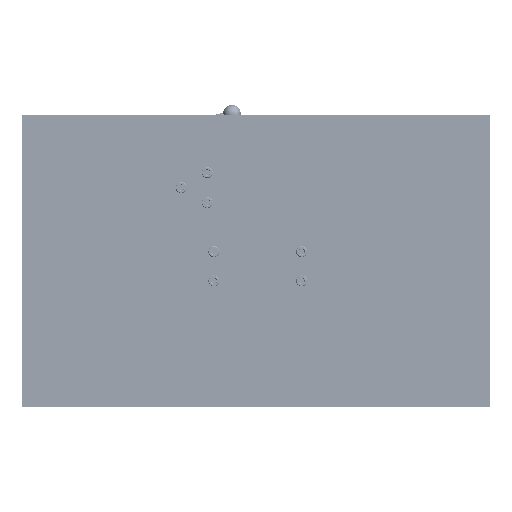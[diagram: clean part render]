
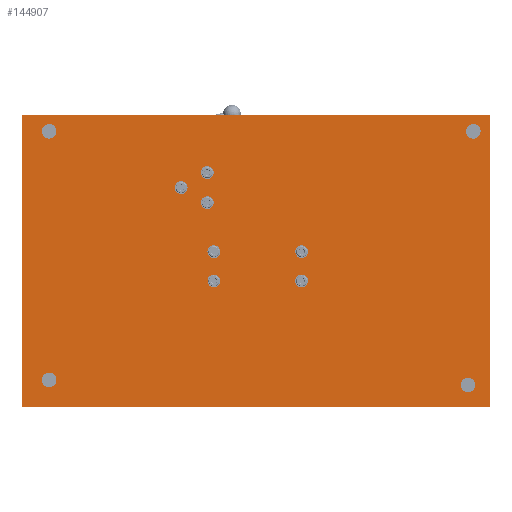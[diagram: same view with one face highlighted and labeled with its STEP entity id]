
A CAD part, front view. The second image highlights one B-rep face of the part: STEP entity #144907.
In plain terms, the highlighted planar face has unit normal (0, -1, 0).
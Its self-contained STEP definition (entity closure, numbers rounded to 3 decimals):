
#6065 = VERTEX_POINT ( 'NONE', #153091 ) ;
#6180 = VERTEX_POINT ( 'NONE', #153054 ) ;
#13360 = VERTEX_POINT ( 'NONE', #152836 ) ;
#13368 = VERTEX_POINT ( 'NONE', #152410 ) ;
#13662 = EDGE_LOOP ( 'NONE', ( #104489 ) ) ;
#13689 = EDGE_LOOP ( 'NONE', ( #104162 ) ) ;
#13705 = EDGE_LOOP ( 'NONE', ( #104341, #104409, #104157, #104346 ) ) ;
#13743 = EDGE_LOOP ( 'NONE', ( #104432 ) ) ;
#13821 = EDGE_LOOP ( 'NONE', ( #104229 ) ) ;
#13861 = EDGE_LOOP ( 'NONE', ( #104323 ) ) ;
#13960 = EDGE_LOOP ( 'NONE', ( #104495 ) ) ;
#14038 = EDGE_LOOP ( 'NONE', ( #104312 ) ) ;
#17579 = AXIS2_PLACEMENT_3D ( 'NONE', #112934, #112935, #112936 ) ;
#17582 = AXIS2_PLACEMENT_3D ( 'NONE', #112937, #112938, #112939 ) ;
#17584 = AXIS2_PLACEMENT_3D ( 'NONE', #112940, #112941, #112942 ) ;
#17586 = AXIS2_PLACEMENT_3D ( 'NONE', #112943, #112944, #112945 ) ;
#17589 = AXIS2_PLACEMENT_3D ( 'NONE', #112946, #112947, #112948 ) ;
#17591 = AXIS2_PLACEMENT_3D ( 'NONE', #112949, #112950, #112951 ) ;
#17593 = AXIS2_PLACEMENT_3D ( 'NONE', #112952, #112953, #112954 ) ;
#65934 = CARTESIAN_POINT ( 'NONE',  ( 80.137, -37.403, -6.959 ) ) ;
#65935 = CARTESIAN_POINT ( 'NONE',  ( 57.455, -37.403, -20.04 ) ) ;
#65936 = CARTESIAN_POINT ( 'NONE',  ( 80.137, -37.403, -33.121 ) ) ;
#65937 = CARTESIAN_POINT ( 'NONE',  ( 85.903, -37.403, -101.066 ) ) ;
#65938 = CARTESIAN_POINT ( 'NONE',  ( 85.903, -37.403, -75.666 ) ) ;
#65939 = CARTESIAN_POINT ( 'NONE',  ( 162.103, -37.403, -101.066 ) ) ;
#65940 = CARTESIAN_POINT ( 'NONE',  ( 162.103, -37.403, -75.666 ) ) ;
#66650 = VERTEX_POINT ( 'NONE', #65934 ) ;
#66651 = VERTEX_POINT ( 'NONE', #65935 ) ;
#66652 = VERTEX_POINT ( 'NONE', #65936 ) ;
#66653 = VERTEX_POINT ( 'NONE', #65937 ) ;
#66654 = VERTEX_POINT ( 'NONE', #65938 ) ;
#66655 = VERTEX_POINT ( 'NONE', #65939 ) ;
#66656 = VERTEX_POINT ( 'NONE', #65940 ) ;
#69639 = AXIS2_PLACEMENT_3D ( 'NONE', #89114, #89115, #89116 ) ;
#87963 = LINE ( 'NONE', #112909, #87989 ) ;
#87988 = LINE ( 'NONE', #112916, #87997 ) ;
#87989 = VECTOR ( 'NONE', #112917, 1000. ) ;
#87994 = LINE ( 'NONE', #112918, #88006 ) ;
#87997 = VECTOR ( 'NONE', #112924, 1000. ) ;
#88006 = VECTOR ( 'NONE', #112929, 1000. ) ;
#88007 = LINE ( 'NONE', #112932, #88010 ) ;
#88009 = CIRCLE ( 'NONE', #17579, 5.563 ) ;
#88010 = VECTOR ( 'NONE', #112933, 1000. ) ;
#88011 = CIRCLE ( 'NONE', #17582, 5.563 ) ;
#88013 = CIRCLE ( 'NONE', #17584, 5.563 ) ;
#88014 = CIRCLE ( 'NONE', #17586, 5.563 ) ;
#88015 = CIRCLE ( 'NONE', #17589, 5.563 ) ;
#88016 = CIRCLE ( 'NONE', #17591, 5.563 ) ;
#88018 = CIRCLE ( 'NONE', #17593, 5.563 ) ;
#89108 = PLANE ( 'NONE',  #69639 ) ;
#89114 = CARTESIAN_POINT ( 'NONE',  ( -80.721, -37.403, -204.977 ) ) ;
#89115 = DIRECTION ( 'NONE',  ( 0., 1., 0. ) ) ;
#89116 = DIRECTION ( 'NONE',  ( 0., 0., 1. ) ) ;
#91480 = FACE_BOUND ( 'NONE', #13689, .T. ) ;
#91482 = FACE_BOUND ( 'NONE', #14038, .T. ) ;
#91485 = FACE_BOUND ( 'NONE', #13861, .T. ) ;
#91487 = FACE_BOUND ( 'NONE', #13960, .T. ) ;
#91489 = FACE_BOUND ( 'NONE', #13662, .T. ) ;
#91491 = FACE_BOUND ( 'NONE', #13743, .T. ) ;
#91493 = FACE_BOUND ( 'NONE', #13821, .T. ) ;
#91495 = FACE_OUTER_BOUND ( 'NONE', #13705, .T. ) ;
#104157 = ORIENTED_EDGE ( 'NONE', *, *, #117119, .T. ) ;
#104162 = ORIENTED_EDGE ( 'NONE', *, *, #117124, .F. ) ;
#104229 = ORIENTED_EDGE ( 'NONE', *, *, #117134, .F. ) ;
#104312 = ORIENTED_EDGE ( 'NONE', *, *, #117127, .F. ) ;
#104323 = ORIENTED_EDGE ( 'NONE', *, *, #117130, .F. ) ;
#104341 = ORIENTED_EDGE ( 'NONE', *, *, #117106, .T. ) ;
#104346 = ORIENTED_EDGE ( 'NONE', *, *, #117123, .T. ) ;
#104409 = ORIENTED_EDGE ( 'NONE', *, *, #117113, .T. ) ;
#104432 = ORIENTED_EDGE ( 'NONE', *, *, #117132, .F. ) ;
#104489 = ORIENTED_EDGE ( 'NONE', *, *, #117126, .F. ) ;
#104495 = ORIENTED_EDGE ( 'NONE', *, *, #117128, .F. ) ;
#112909 = CARTESIAN_POINT ( 'NONE',  ( -80.721, -37.403, -204.977 ) ) ;
#112916 = CARTESIAN_POINT ( 'NONE',  ( -80.721, -37.403, -204.977 ) ) ;
#112917 = DIRECTION ( 'NONE',  ( 0., 0., -1. ) ) ;
#112918 = CARTESIAN_POINT ( 'NONE',  ( 325.679, -37.403, -204.977 ) ) ;
#112924 = DIRECTION ( 'NONE',  ( 1., 0., 0. ) ) ;
#112929 = DIRECTION ( 'NONE',  ( 0., 0., 1. ) ) ;
#112932 = CARTESIAN_POINT ( 'NONE',  ( -80.721, -37.403, 49.023 ) ) ;
#112933 = DIRECTION ( 'NONE',  ( -1., 0., 0. ) ) ;
#112934 = CARTESIAN_POINT ( 'NONE',  ( 80.137, -37.403, -1.396 ) ) ;
#112935 = DIRECTION ( 'NONE',  ( 0., -1., 0. ) ) ;
#112936 = DIRECTION ( 'NONE',  ( 0., 0., -1. ) ) ;
#112937 = CARTESIAN_POINT ( 'NONE',  ( 57.455, -37.403, -14.477 ) ) ;
#112938 = DIRECTION ( 'NONE',  ( 0., -1., 0. ) ) ;
#112939 = DIRECTION ( 'NONE',  ( 0., 0., -1. ) ) ;
#112940 = CARTESIAN_POINT ( 'NONE',  ( 80.137, -37.403, -27.558 ) ) ;
#112941 = DIRECTION ( 'NONE',  ( 0., -1., 0. ) ) ;
#112942 = DIRECTION ( 'NONE',  ( 0., 0., -1. ) ) ;
#112943 = CARTESIAN_POINT ( 'NONE',  ( 85.903, -37.403, -95.503 ) ) ;
#112944 = DIRECTION ( 'NONE',  ( 0., -1., 0. ) ) ;
#112945 = DIRECTION ( 'NONE',  ( 0., 0., -1. ) ) ;
#112946 = CARTESIAN_POINT ( 'NONE',  ( 85.903, -37.403, -70.103 ) ) ;
#112947 = DIRECTION ( 'NONE',  ( 0., -1., 0. ) ) ;
#112948 = DIRECTION ( 'NONE',  ( 0., 0., -1. ) ) ;
#112949 = CARTESIAN_POINT ( 'NONE',  ( 162.103, -37.403, -95.503 ) ) ;
#112950 = DIRECTION ( 'NONE',  ( 0., -1., 0. ) ) ;
#112951 = DIRECTION ( 'NONE',  ( 0., 0., -1. ) ) ;
#112952 = CARTESIAN_POINT ( 'NONE',  ( 162.103, -37.403, -70.103 ) ) ;
#112953 = DIRECTION ( 'NONE',  ( 0., -1., 0. ) ) ;
#112954 = DIRECTION ( 'NONE',  ( 0., 0., -1. ) ) ;
#117106 = EDGE_CURVE ( 'NONE', #6065, #13360, #87963, .T. ) ;
#117113 = EDGE_CURVE ( 'NONE', #13360, #13368, #87988, .T. ) ;
#117119 = EDGE_CURVE ( 'NONE', #13368, #6180, #87994, .T. ) ;
#117123 = EDGE_CURVE ( 'NONE', #6180, #6065, #88007, .T. ) ;
#117124 = EDGE_CURVE ( 'NONE', #66650, #66650, #88009, .T. ) ;
#117126 = EDGE_CURVE ( 'NONE', #66651, #66651, #88011, .T. ) ;
#117127 = EDGE_CURVE ( 'NONE', #66652, #66652, #88013, .T. ) ;
#117128 = EDGE_CURVE ( 'NONE', #66653, #66653, #88014, .T. ) ;
#117130 = EDGE_CURVE ( 'NONE', #66654, #66654, #88015, .T. ) ;
#117132 = EDGE_CURVE ( 'NONE', #66655, #66655, #88016, .T. ) ;
#117134 = EDGE_CURVE ( 'NONE', #66656, #66656, #88018, .T. ) ;
#144907 = ADVANCED_FACE ( 'NONE', ( #91480, #91489, #91482, #91487, #91485, #91491, #91493, #91495 ), #89108, .F. ) ;
#152410 = CARTESIAN_POINT ( 'NONE',  ( 325.679, -37.403, -204.977 ) ) ;
#152836 = CARTESIAN_POINT ( 'NONE',  ( -80.721, -37.403, -204.977 ) ) ;
#153054 = CARTESIAN_POINT ( 'NONE',  ( 325.679, -37.403, 49.023 ) ) ;
#153091 = CARTESIAN_POINT ( 'NONE',  ( -80.721, -37.403, 49.023 ) ) ;
